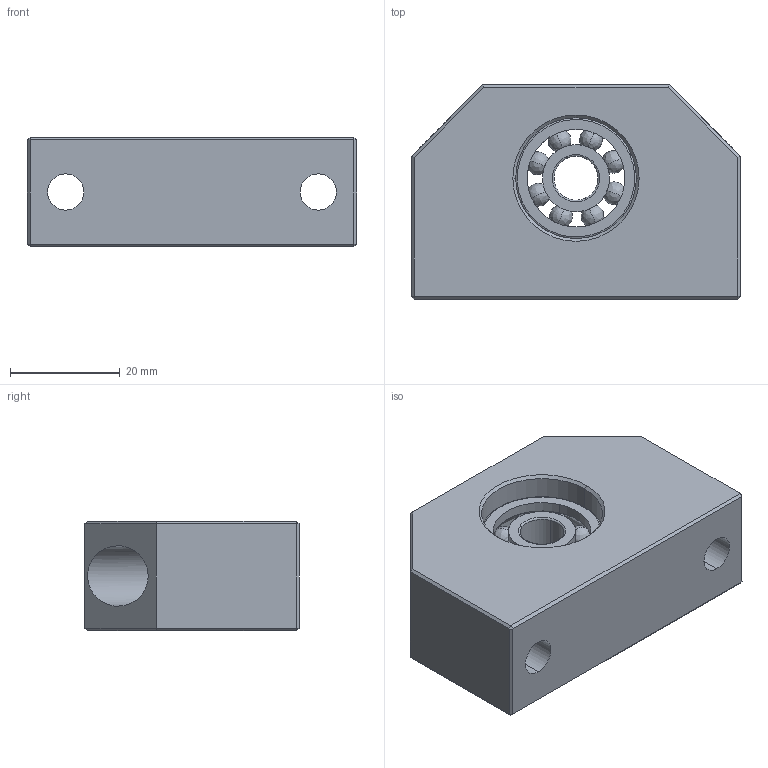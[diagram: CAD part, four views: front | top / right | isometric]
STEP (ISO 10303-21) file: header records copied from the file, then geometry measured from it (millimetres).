
FILE_DESCRIPTION (( 'STEP AP203' ), '1' );
FILE_NAME ('BF 10.STEP', '2014-10-22T02:09:57', ( 'star' ), ( '' ), 'SwSTEP 2.0', 'SolidWorks 2013', '' );
FILE_SCHEMA (( 'CONFIG_CONTROL_DESIGN' ));
Length unit declared in the file: millimetre
Products named in the file (3): BF 10; #608(8X22X7)
Assembly tree (2 placements, depth 2):
  BF 10
    #608(8X22X7)
    BF 10
Bounding box: 60 x 39 x 20 mm (x, y, z)
Volume: 33647.8 mm3; surface area: 12197.2 mm2
Topology: 2 solids, 2 shells, 197 faces, 570 edges, 350 vertices
Faces by surface type: bspline 82, plane 81, cylinder 22, torus 8, cone 4
Entity records: 12703 total; most frequent: CARTESIAN_POINT 7912, ORIENTED_EDGE 1074, DIRECTION 705, EDGE_CURVE 537, VERTEX_POINT 350, LINE 249, VECTOR 249, AXIS2_PLACEMENT_3D 228
